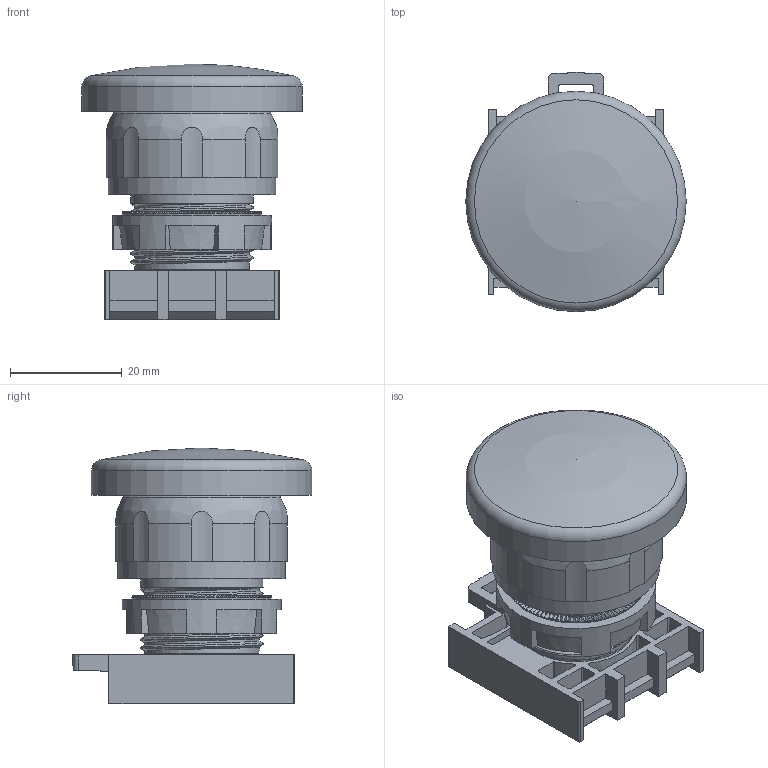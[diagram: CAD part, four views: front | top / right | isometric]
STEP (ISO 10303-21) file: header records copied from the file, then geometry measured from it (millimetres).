
FILE_DESCRIPTION(/* description */ (''),/* implementation_level */ '2;1');
FILE_NAME(/* name */ 'W22PB-MG (V2.0).stp',/* time_stamp */ '2020-07-23T14:35:07+05:00',/* author */ ('Owner'),/* organization */ (''),/* preprocessor_version */ 'ST-DEVELOPER v18',/* originating_system */ 'Autodesk Inventor 2020',/* authorisation */ '');
FILE_SCHEMA (('AUTOMOTIVE_DESIGN { 1 0 10303 214 3 1 1 }'));
Length unit declared in the file: millimetre
Products named in the file (1): Part5
Bounding box: 39.5 x 42.95 x 45.85 mm (x, y, z)
Volume: 18887.2 mm3; surface area: 24029 mm2
Topology: 2 solids, 2 shells, 1285 faces, 3409 edges, 2141 vertices
Faces by surface type: plane 925, cylinder 206, bspline 84, cone 40, torus 24, sphere 6
Full cylindrical faces by diameter (mm): 11.207 x1, 12.807 x1, 13.6 x1, 14.478 x2, 14.7 x1, 18 x1, 18.5 x1, 19.05 x2, 20.3 x1, 22.35 x3, 22.5 x1, 24 x1, 24.95 x1, 25.6 x3, 26.5 x1, 27.3 x2, 28.5 x1, 30 x1, 39.5 x1
Entity records: 49143 total; most frequent: CARTESIAN_POINT 16030, ORIENTED_EDGE 6816, DIRECTION 6407, EDGE_CURVE 3408, LINE 2273, VECTOR 2273, VERTEX_POINT 2141, AXIS2_PLACEMENT_3D 2067
